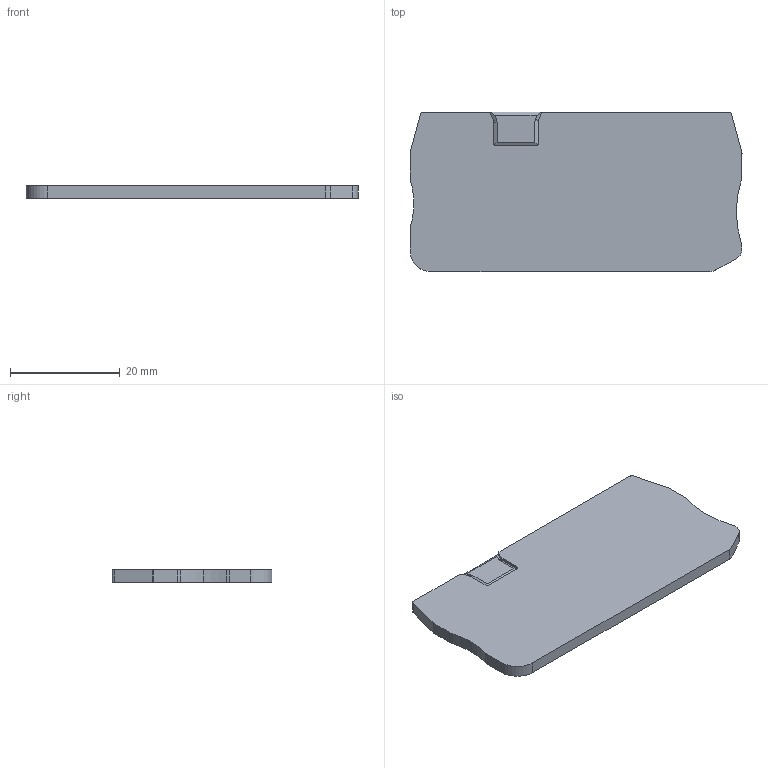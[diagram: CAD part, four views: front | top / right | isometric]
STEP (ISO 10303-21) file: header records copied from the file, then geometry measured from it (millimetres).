
FILE_DESCRIPTION( ('This file contains a STEP AP42 implementation' ,'as created by ZW3D STEP Interface translator.') ,'2;1' );
FILE_NAME( 'D-RPV2.5-TWIN傷啣.stp' ,'23 6 9.164657', (''), ('ZWCAD Software Co.'), 'Version 1.0', 'ZW3D to STEP translator', '' );
FILE_SCHEMA(('AUTOMOTIVE_DESIGN { 1 0 10303 214 1 1 1 1 }'));
Length unit declared in the file: millimetre
Products named in the file (2): 0; D-RPV2.5-TWIN傷啣
Bounding box: 60.64 x 29.2 x 2.2 mm (x, y, z)
Volume: 3768.8 mm3; surface area: 3869.3 mm2
Topology: 1 solids, 1 shells, 69 faces, 185 edges, 118 vertices
Faces by surface type: plane 39, cylinder 26, cone 4
Entity records: 2261 total; most frequent: CARTESIAN_POINT 408, ORIENTED_EDGE 370, DIRECTION 369, EDGE_CURVE 185, VECTOR 125, LINE 125, AXIS2_PLACEMENT_3D 122, VERTEX_POINT 118
